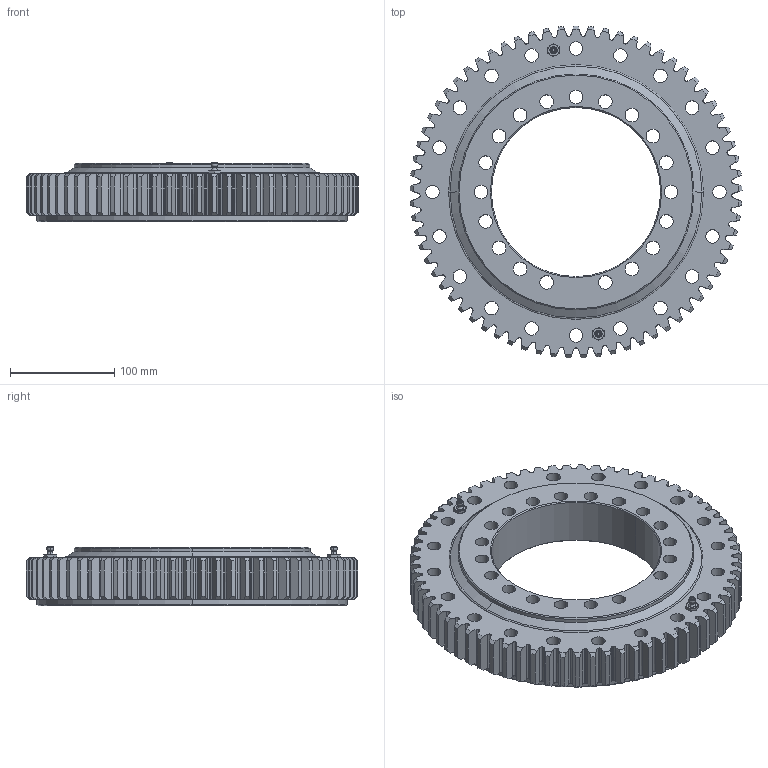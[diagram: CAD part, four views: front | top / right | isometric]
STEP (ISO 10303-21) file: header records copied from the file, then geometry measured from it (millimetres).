
FILE_DESCRIPTION (( 'STEP AP214' ), '1' );
FILE_NAME ('E.318.22.00.D.1.STEP', '2019-08-27T08:11:24', ( '' ), ( '' ), 'SwSTEP 2.0', 'SolidWorks 2016', '' );
FILE_SCHEMA (( 'AUTOMOTIVE_DESIGN' ));
Length unit declared in the file: millimetre
Products named in the file (41): C.318.B22B.A1N.0 - OR Seal; Ball D22; C.318.B22B.A1N.0 - IR Seal; C.318.B22B.A1N.0 - OR; C.318.B22B.A1N.0 - IR; Grease nipple M10x1mm; E.318.22.00.D.1
Assembly tree (34 placements, depth 2):
  C.318.B22B.A1N.0 - OR Seal
  Ball D22
  Ball D22
  C.318.B22B.A1N.0 - IR Seal
  C.318.B22B.A1N.0 - OR
Bounding box: 317.98 x 317.91 x 57 mm (x, y, z)
Volume: 2077100.3 mm3; surface area: 467620.4 mm2
Topology: 34 solids, 34 shells, 1012 faces, 2903 edges, 1912 vertices
Faces by surface type: bspline 345, cylinder 201, cone 200, plane 179, sphere 56, torus 31
Entity records: 34288 total; most frequent: CARTESIAN_POINT 11636, ORIENTED_EDGE 5274, DIRECTION 3462, EDGE_CURVE 2637, VERTEX_POINT 1732, AXIS2_PLACEMENT_3D 1232, EDGE_LOOP 1023, B_SPLINE_CURVE_WITH_KNOTS 1002
